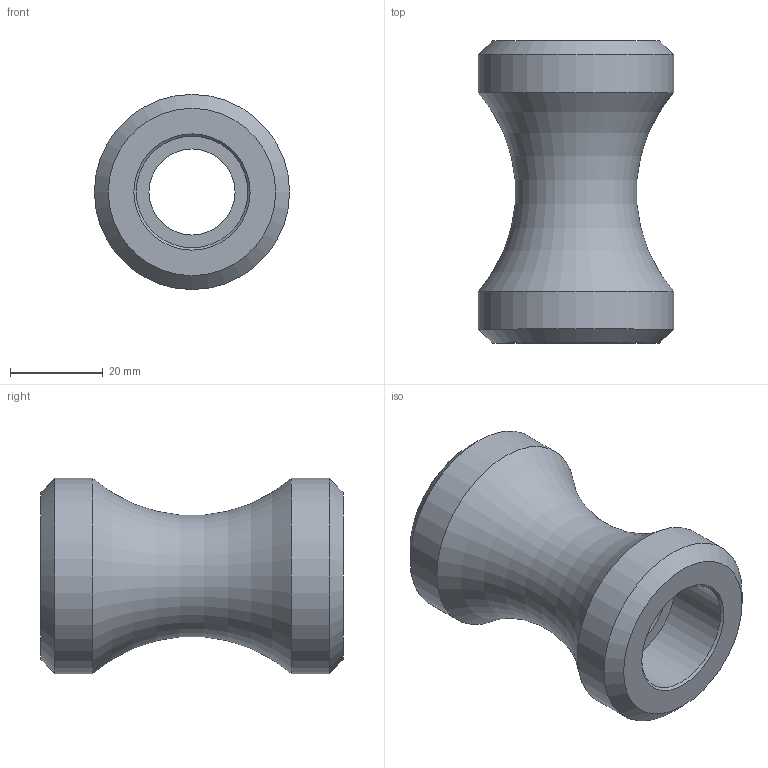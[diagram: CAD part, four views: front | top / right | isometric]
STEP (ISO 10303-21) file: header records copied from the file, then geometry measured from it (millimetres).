
FILE_DESCRIPTION(/* description */ (''),/* implementation_level */ '2;1');
FILE_NAME(/* name */ 'F8033ML.stp',/* time_stamp */ '2024-08-29T15:32:04+02:00',/* author */ ('Maxime L'),/* organization */ (''),/* preprocessor_version */ 'ST-DEVELOPER v18.1',/* originating_system */ 'Autodesk Inventor 2022',/* authorisation */ '');
FILE_SCHEMA (('AUTOMOTIVE_DESIGN { 1 0 10303 214 3 1 1 }'));
Length unit declared in the file: millimetre
Products named in the file (1): F8033ML
Bounding box: 42 x 65 x 42 mm (x, y, z)
Volume: 39984.8 mm3; surface area: 13523.4 mm2
Topology: 1 solids, 1 shells, 14 faces, 26 edges, 16 vertices
Faces by surface type: cylinder 5, cone 4, plane 4, torus 1
Full cylindrical faces by diameter (mm): 18.5 x1, 24 x2, 42 x2
Entity records: 402 total; most frequent: DIRECTION 73, CARTESIAN_POINT 57, ORIENTED_EDGE 52, AXIS2_PLACEMENT_3D 32, EDGE_CURVE 26, EDGE_LOOP 18, CIRCLE 17, VERTEX_POINT 16
